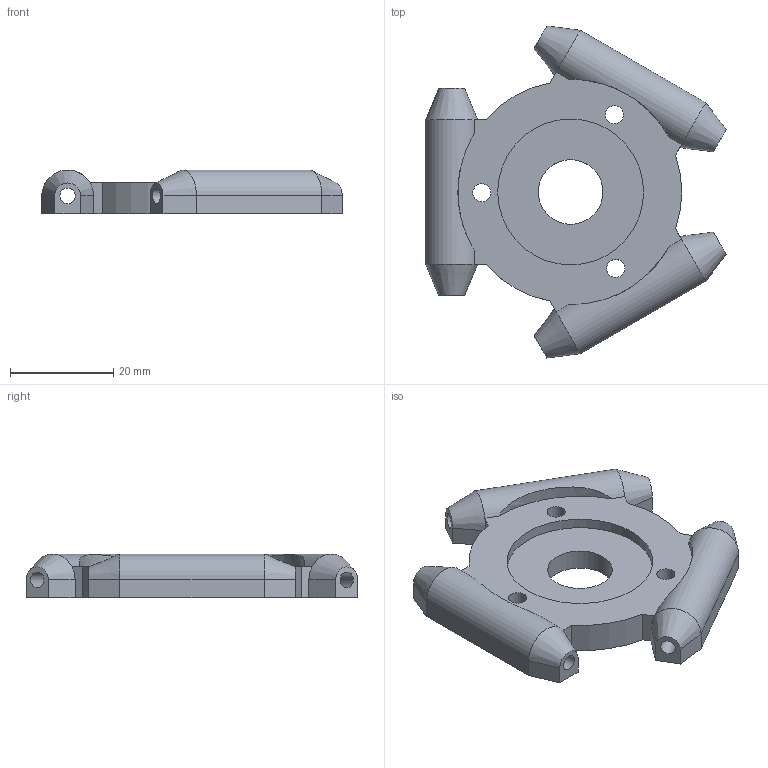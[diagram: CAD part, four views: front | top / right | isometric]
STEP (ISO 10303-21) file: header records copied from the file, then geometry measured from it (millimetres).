
FILE_DESCRIPTION(('FreeCAD Model'),'2;1');
FILE_NAME('Open CASCADE Shape Model','2022-05-04T10:39:20',('Author'),( ''),'Open CASCADE STEP processor 7.5','FreeCAD','Unknown');
FILE_SCHEMA(('AUTOMOTIVE_DESIGN { 1 0 10303 214 1 1 1 1 }'));
Length unit declared in the file: millimetre
Products named in the file (1): Delta Effector
Bounding box: 58.07 x 64.17 x 8.5 mm (x, y, z)
Volume: 12874.9 mm3; surface area: 7767.2 mm2
Topology: 1 solids, 1 shells, 53 faces, 138 edges, 88 vertices
Faces by surface type: plane 30, cylinder 17, cone 6
Full cylindrical faces by diameter (mm): 3 x3, 3.5 x3, 12.5 x1, 28.2 x1
Entity records: 3868 total; most frequent: CARTESIAN_POINT 1063, DIRECTION 528, LINE 325, VECTOR 325, ORIENTED_EDGE 276, PCURVE 276, DEFINITIONAL_REPRESENTATION 276, EDGE_CURVE 138
